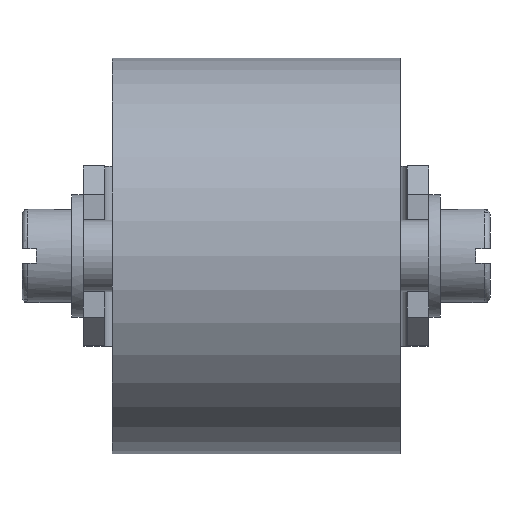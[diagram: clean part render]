
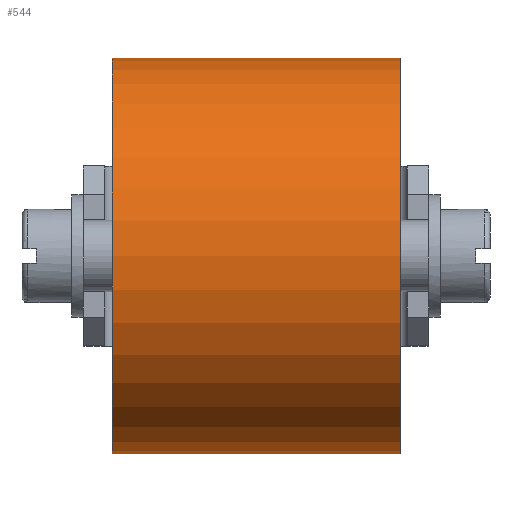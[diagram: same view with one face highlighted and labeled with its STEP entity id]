
A CAD part, top view. The second image highlights one B-rep face of the part: STEP entity #544.
In plain terms, the highlighted cylindrical face has radius 27.5 mm (diameter 55 mm), a partial arc.
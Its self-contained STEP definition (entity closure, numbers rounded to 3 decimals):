
#544=ADVANCED_FACE('',(#1544),#1545,.T.);
#1544=FACE_OUTER_BOUND('',#3074,.T.);
#1545=CYLINDRICAL_SURFACE('',#3075,27.5);
#3074=EDGE_LOOP('',(#4642,#4643,#4644,#4645));
#3075=AXIS2_PLACEMENT_3D('',#4646,#4647,#4648);
#4642=ORIENTED_EDGE('',*,*,#8931,.F.);
#4643=ORIENTED_EDGE('',*,*,#8932,.F.);
#4644=ORIENTED_EDGE('',*,*,#8933,.F.);
#4645=ORIENTED_EDGE('',*,*,#8934,.F.);
#4646=CARTESIAN_POINT('',(13.5,0.0,104.0));
#4647=DIRECTION('',(1.0,0.0,0.0));
#4648=DIRECTION('',(0.0,1.0,0.0));
#8931=EDGE_CURVE('',#10656,#10657,#10658,.T.);
#8932=EDGE_CURVE('',#10659,#10656,#10660,.T.);
#8933=EDGE_CURVE('',#10661,#10659,#10662,.T.);
#8934=EDGE_CURVE('',#10657,#10661,#10663,.T.);
#10656=VERTEX_POINT('',#13160);
#10657=VERTEX_POINT('',#13161);
#10658=LINE('',#13162,#13163);
#10659=VERTEX_POINT('',#13164);
#10660=CIRCLE('',#13165,27.5);
#10661=VERTEX_POINT('',#13166);
#10662=LINE('',#13167,#13168);
#10663=CIRCLE('',#13169,27.5);
#13160=CARTESIAN_POINT('',(-6.5,27.5,104.0));
#13161=CARTESIAN_POINT('',(33.5,27.5,104.0));
#13162=CARTESIAN_POINT('',(13.5,27.5,104.0));
#13163=VECTOR('',#16684,1.0);
#13164=CARTESIAN_POINT('',(-6.5,-27.5,104.0));
#13165=AXIS2_PLACEMENT_3D('',#16685,#16686,#16687);
#13166=CARTESIAN_POINT('',(33.5,-27.5,104.0));
#13167=CARTESIAN_POINT('',(13.5,-27.5,104.0));
#13168=VECTOR('',#16688,1.0);
#13169=AXIS2_PLACEMENT_3D('',#16689,#16690,#16691);
#16684=DIRECTION('',(1.0,0.0,0.0));
#16685=CARTESIAN_POINT('',(-6.5,0.0,104.0));
#16686=DIRECTION('',(-1.0,0.0,0.0));
#16687=DIRECTION('',(0.0,1.0,0.0));
#16688=DIRECTION('',(-1.0,-0.0,-0.0));
#16689=CARTESIAN_POINT('',(33.5,0.0,104.0));
#16690=DIRECTION('',(1.0,0.0,0.0));
#16691=DIRECTION('',(0.0,1.0,0.0));
